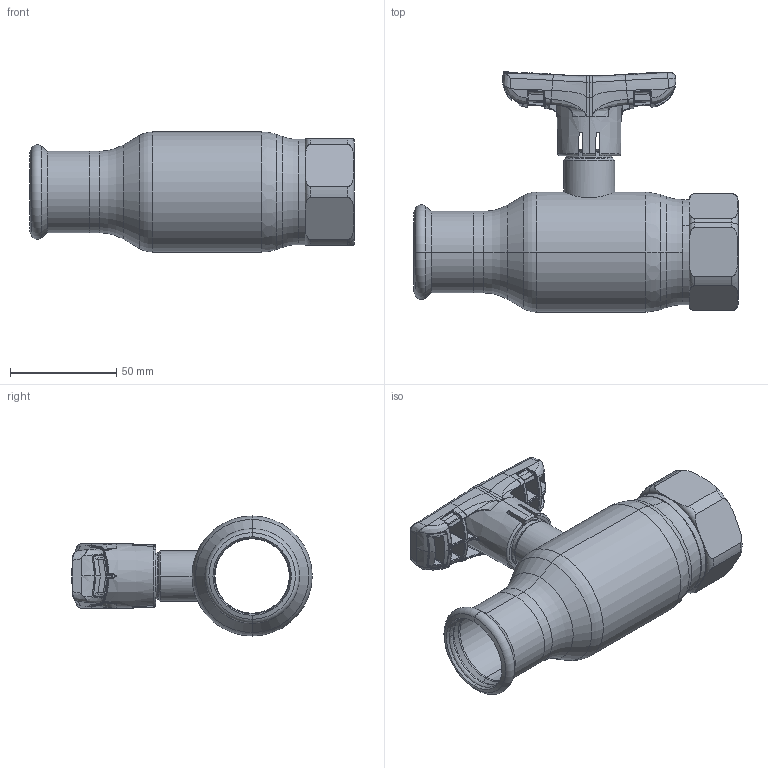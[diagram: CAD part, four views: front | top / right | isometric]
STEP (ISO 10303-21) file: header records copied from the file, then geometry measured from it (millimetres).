
FILE_DESCRIPTION (( 'STEP AP214' ), '1' );
FILE_NAME ('1032001000-1400.step', '2024-01-15T11:19:20', ( '' ), ( '' ), 'SwSTEP 2.0', 'SolidWorks 2021', '' );
FILE_SCHEMA (( 'AUTOMOTIVE_DESIGN' ));
Length unit declared in the file: millimetre
Products named in the file (1): 1032001000-1400
Bounding box: 152.5 x 113.08 x 56.5 mm (x, y, z)
Surface area: 49191.7 mm2 (no closed solid volume)
Topology: 0 solids, 7 shells, 617 faces, 2002 edges, 1301 vertices
Faces by surface type: bspline 469, plane 48, cylinder 41, torus 30, cone 26, sphere 3
Entity records: 56870 total; most frequent: CARTESIAN_POINT 37293, ORIENTED_EDGE 3303, EDGE_CURVE 1988, B_SPLINE_CURVE_WITH_KNOTS 1404, VERTEX_POINT 1298, DIRECTION 1291, EDGE_LOOP 627, UNCERTAINTY_MEASURE_WITH_UNIT 616
